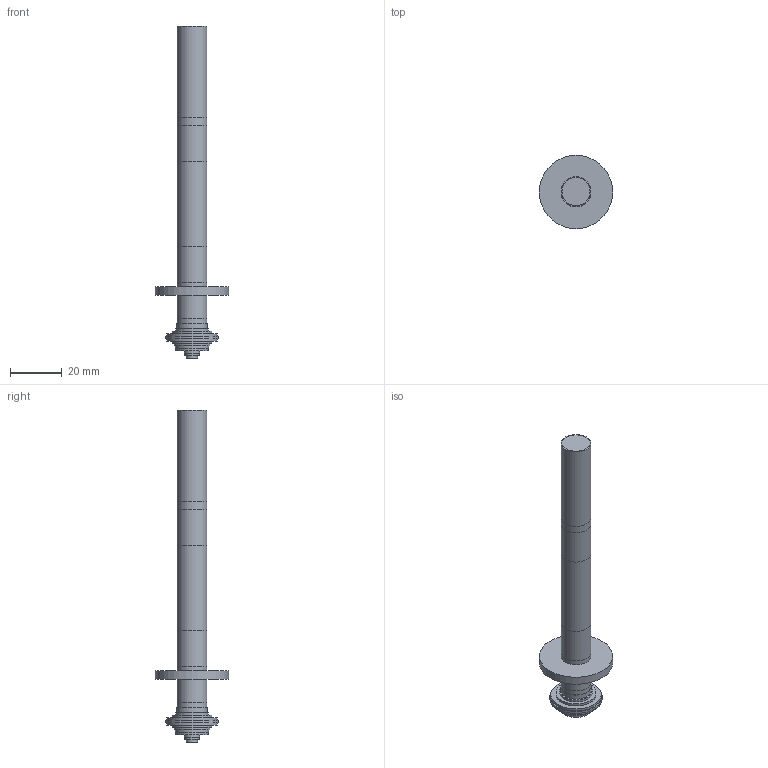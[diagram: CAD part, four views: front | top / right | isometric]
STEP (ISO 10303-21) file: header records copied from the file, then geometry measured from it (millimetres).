
FILE_DESCRIPTION(('Open CASCADE Model'),'2;1');
FILE_NAME('Open CASCADE Shape Model','2023-04-25T14:28:12',('Author'),( 'Open CASCADE'),'Open CASCADE STEP processor 7.6','Open CASCADE 7.6' ,'Unknown');
FILE_SCHEMA(('AUTOMOTIVE_DESIGN { 1 0 10303 214 1 1 1 1 }'));
Length unit declared in the file: millimetre
Products named in the file (135): CQ assembly; a3f71b12-e364-11ed-a77d-89540f2cf2b2; a3f71b12-e364-11ed-a77d-89540f2cf2b2_part; cylinder00; cylinder00_part; cylinder01; cylinder01_part; cylinder02; cylinder02_part; cylinder10; cylinder10_part; cylinder11; cylinder11_part; cylinder12; cylinder12_part; cylinder20; cylinder20_part; cylinder21; cylinder21_part; cylinder22; cylinder22_part; cylinder30; cylinder30_part; cylinder31; cylinder31_part; cylinder32; cylinder32_part; cylinder40; cylinder40_part; cylinder41; cylinder41_part; cylinder42; cylinder42_part; cylinder50; cylinder50_part; cylinder51; cylinder51_part; cylinder52; cylinder52_part; cylinder60 ...
Assembly tree (134 placements, depth 4):
  CQ assembly
    a3f71b12-e364-11ed-a77d-89540f2cf2b2
      a3f71b12-e364-11ed-a77d-89540f2cf2b2_part
      cylinder00
        cylinder00_part
      cylinder01
        cylinder01_part
      cylinder02
        cylinder02_part
      cylinder10
        cylinder10_part
      cylinder11
        cylinder11_part
      cylinder12
        cylinder12_part
      cylinder20
        cylinder20_part
      cylinder21
        cylinder21_part
      cylinder22
        cylinder22_part
      cylinder30
        cylinder30_part
      cylinder31
        cylinder31_part
      cylinder32
        cylinder32_part
      cylinder40
        cylinder40_part
      cylinder41
        cylinder41_part
      cylinder42
        cylinder42_part
      cylinder50
        cylinder50_part
      cylinder51
        cylinder51_part
      cylinder52
        cylinder52_part
      cylinder60
        cylinder60_part
      cylinder61
        cylinder61_part
      cylinder62
        cylinder62_part
      cylinder70
        cylinder70_part
      cylinder71
        cylinder71_part
      cylinder72
        cylinder72_part
      cylinder80
        cylinder80_part
      cylinder81
        cylinder81_part
      cylinder82
        cylinder82_part
      cylinder90
        cylinder90_part
      cylinder91
Bounding box: 28.31 x 28.31 x 128.02 mm (x, y, z)
Volume: 15365.1 mm3; surface area: 15406.8 mm2
Topology: 30 solids, 30 shells, 104 faces, 132 edges, 88 vertices
Faces by surface type: plane 60, cylinder 44
Full cylindrical faces by diameter (mm): 2.129 x6, 4.262 x1, 5.419 x1, 5.798 x1, 5.932 x2, 6.4 x2, 7.246 x2, 8.558 x2, 9.088 x2, 10.537 x2, 10.878 x2, 11.498 x8, 11.648 x1, 12.413 x1, 12.697 x1, 12.904 x1, 13.822 x1, 13.845 x2, 15.387 x1, 15.419 x1, 19.517 x1, 19.574 x1, 20.133 x1, 28.307 x1
Entity records: 6606 total; most frequent: DIRECTION 934, CARTESIAN_POINT 891, AXIS2_PLACEMENT_3D 327, PRODUCT_DEFINITION_SHAPE 269, ORIENTED_EDGE 264, PCURVE 264, DEFINITIONAL_REPRESENTATION 264, LINE 220
